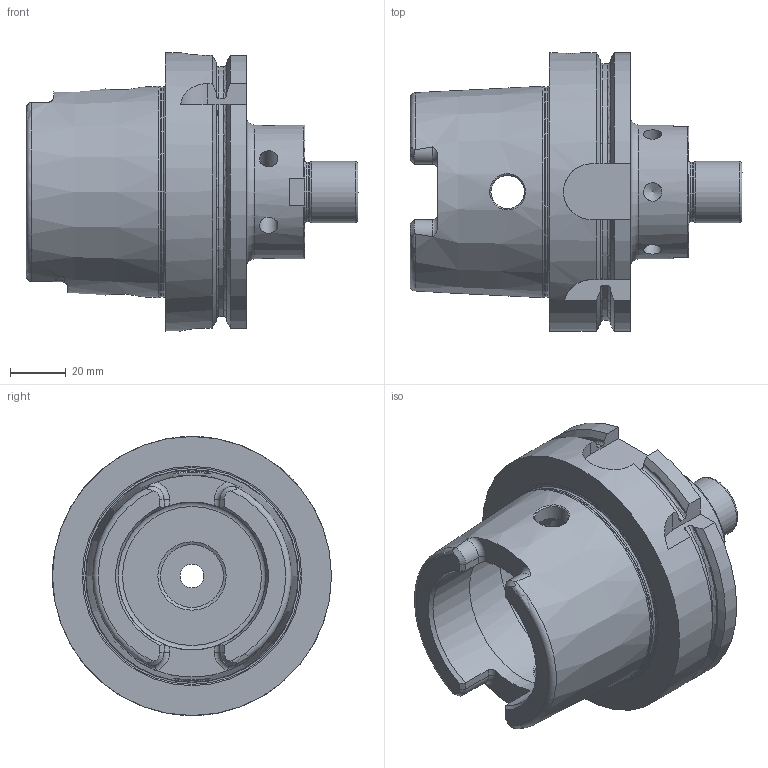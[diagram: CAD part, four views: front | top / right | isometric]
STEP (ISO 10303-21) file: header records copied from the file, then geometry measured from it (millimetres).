
FILE_DESCRIPTION((''),'2;1');
FILE_NAME('610005-22.stp','2014-03-24T12:18:15',('SCHUESSLER'),(''),'Autodesk Inventor 2012','Autodesk Inventor 2012','');
FILE_SCHEMA(('AUTOMOTIVE_DESIGN { 1 0 10303 214 1 1 1 1 }'));
Length unit declared in the file: millimetre
Products named in the file (1): 610005-22
Bounding box: 119 x 100 x 100 mm (x, y, z)
Volume: 291850.8 mm3; surface area: 58296.1 mm2
Topology: 1 solids, 1 shells, 167 faces, 449 edges, 283 vertices
Faces by surface type: cylinder 51, plane 47, cone 37, torus 26, bspline 6
Full cylindrical faces by diameter (mm): 2.5 x4, 3.242 x2, 6.647 x6, 8.5 x1, 10 x1, 10.5 x1, 12 x2, 21.4 x1, 22 x1, 22.5 x1, 24.5 x1, 48 x1, 53 x2, 63 x1, 75.254 x1, 100 x1
Entity records: 5866 total; most frequent: CARTESIAN_POINT 2224, DIRECTION 733, ORIENTED_EDGE 710, EDGE_CURVE 355, AXIS2_PLACEMENT_3D 314, VERTEX_POINT 252, EDGE_LOOP 235, FACE_OUTER_BOUND 167
